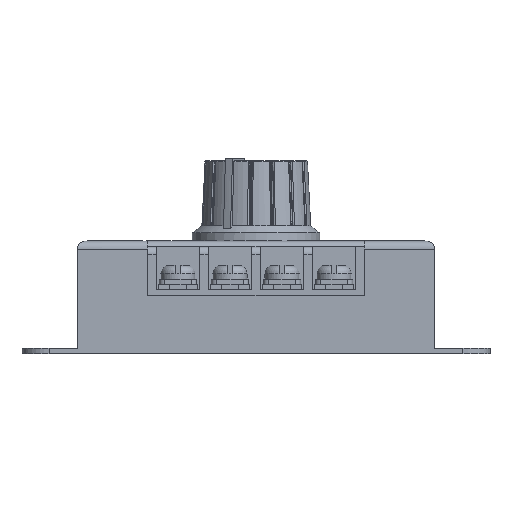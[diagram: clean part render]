
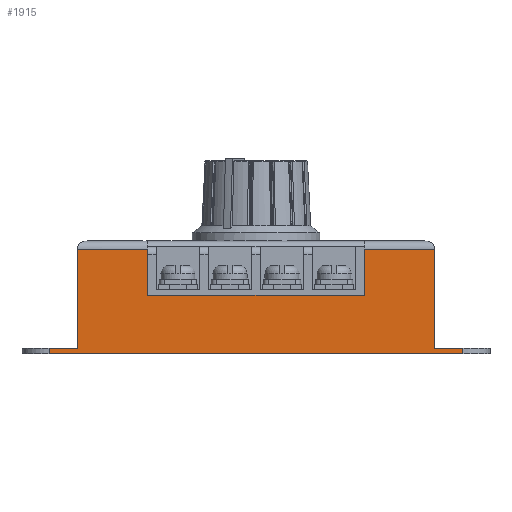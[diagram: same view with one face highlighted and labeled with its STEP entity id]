
A CAD part, front view. The second image highlights one B-rep face of the part: STEP entity #1915.
In plain terms, the highlighted planar face has unit normal (0, -1, 0).
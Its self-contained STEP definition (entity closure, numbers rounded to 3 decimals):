
#1915 = ADVANCED_FACE( '', ( #4312 ), #4313, .F. );
#4312 = FACE_OUTER_BOUND( '', #8821, .T. );
#4313 = PLANE( '', #8822 );
#8821 = EDGE_LOOP( '', ( #15878, #15879, #15880, #15881, #15882, #15883, #15884, #15885, #15886, #15887, #15888, #15889 ) );
#8822 = AXIS2_PLACEMENT_3D( '', #15890, #15891, #15892 );
#15878 = ORIENTED_EDGE( '', *, *, #22487, .F. );
#15879 = ORIENTED_EDGE( '', *, *, #21411, .T. );
#15880 = ORIENTED_EDGE( '', *, *, #21542, .T. );
#15881 = ORIENTED_EDGE( '', *, *, #22052, .T. );
#15882 = ORIENTED_EDGE( '', *, *, #20574, .F. );
#15883 = ORIENTED_EDGE( '', *, *, #22488, .T. );
#15884 = ORIENTED_EDGE( '', *, *, #21614, .T. );
#15885 = ORIENTED_EDGE( '', *, *, #22489, .T. );
#15886 = ORIENTED_EDGE( '', *, *, #22067, .F. );
#15887 = ORIENTED_EDGE( '', *, *, #22490, .F. );
#15888 = ORIENTED_EDGE( '', *, *, #22491, .T. );
#15889 = ORIENTED_EDGE( '', *, *, #22031, .F. );
#15890 = CARTESIAN_POINT( '', ( -33., -31., 10.4 ) );
#15891 = DIRECTION( '', ( 0., 1., 0. ) );
#15892 = DIRECTION( '', ( -1., 0., 0. ) );
#20574 = EDGE_CURVE( '', #24026, #24028, #24029, .T. );
#21411 = EDGE_CURVE( '', #25420, #25418, #25421, .T. );
#21542 = EDGE_CURVE( '', #25418, #24325, #25630, .F. );
#21614 = EDGE_CURVE( '', #25739, #25737, #25740, .T. );
#22031 = EDGE_CURVE( '', #26359, #26361, #26362, .T. );
#22052 = EDGE_CURVE( '', #24325, #24028, #26395, .T. );
#22067 = EDGE_CURVE( '', #26418, #26420, #26421, .T. );
#22487 = EDGE_CURVE( '', #25420, #26359, #27001, .T. );
#22488 = EDGE_CURVE( '', #24026, #25739, #27002, .T. );
#22489 = EDGE_CURVE( '', #25737, #26420, #27003, .F. );
#22490 = EDGE_CURVE( '', #24280, #26418, #27004, .T. );
#22491 = EDGE_CURVE( '', #24280, #26361, #27005, .F. );
#24026 = VERTEX_POINT( '', #29300 );
#24028 = VERTEX_POINT( '', #29302 );
#24029 = LINE( '', #29303, #29304 );
#24280 = VERTEX_POINT( '', #29840 );
#24325 = VERTEX_POINT( '', #29905 );
#25418 = VERTEX_POINT( '', #32559 );
#25420 = VERTEX_POINT( '', #32561 );
#25421 = LINE( '', #32562, #32563 );
#25630 = LINE( '', #33079, #33080 );
#25737 = VERTEX_POINT( '', #33231 );
#25739 = VERTEX_POINT( '', #33233 );
#25740 = LINE( '', #33234, #33235 );
#26359 = VERTEX_POINT( '', #34327 );
#26361 = VERTEX_POINT( '', #34330 );
#26362 = LINE( '', #34331, #34332 );
#26395 = LINE( '', #34373, #34374 );
#26418 = VERTEX_POINT( '', #34416 );
#26420 = VERTEX_POINT( '', #34419 );
#26421 = LINE( '', #34420, #34421 );
#27001 = LINE( '', #35770, #35771 );
#27002 = LINE( '', #35772, #35773 );
#27003 = LINE( '', #35774, #35775 );
#27004 = LINE( '', #35776, #35777 );
#27005 = LINE( '', #35778, #35779 );
#29300 = CARTESIAN_POINT( '', ( -38.175, -31., -9.4 ) );
#29302 = CARTESIAN_POINT( '', ( -33., -31., -9.4 ) );
#29303 = CARTESIAN_POINT( '', ( -43.175, -31., -9.4 ) );
#29304 = VECTOR( '', #38637, 1000. );
#29840 = CARTESIAN_POINT( '', ( 33., -31., 8.9 ) );
#29905 = CARTESIAN_POINT( '', ( -33., -31., 8.9 ) );
#32559 = CARTESIAN_POINT( '', ( -20., -31., 8.9 ) );
#32561 = CARTESIAN_POINT( '', ( -20., -31., 0.4 ) );
#32562 = CARTESIAN_POINT( '', ( -20., -31., 0.4 ) );
#32563 = VECTOR( '', #39396, 1000. );
#33079 = CARTESIAN_POINT( '', ( -33., -31., 8.9 ) );
#33080 = VECTOR( '', #39505, 1000. );
#33231 = CARTESIAN_POINT( '', ( 38.175, -31., -10.4 ) );
#33233 = CARTESIAN_POINT( '', ( -38.175, -31., -10.4 ) );
#33234 = CARTESIAN_POINT( '', ( -33., -31., -10.4 ) );
#33235 = VECTOR( '', #39587, 1000. );
#34327 = CARTESIAN_POINT( '', ( 20., -31., 0.4 ) );
#34330 = CARTESIAN_POINT( '', ( 20., -31., 8.9 ) );
#34331 = CARTESIAN_POINT( '', ( 20., -31., 0.4 ) );
#34332 = VECTOR( '', #39898, 1000. );
#34373 = CARTESIAN_POINT( '', ( -33., -31., 10.4 ) );
#34374 = VECTOR( '', #39940, 1000. );
#34416 = CARTESIAN_POINT( '', ( 33., -31., -9.4 ) );
#34419 = CARTESIAN_POINT( '', ( 38.175, -31., -9.4 ) );
#34420 = CARTESIAN_POINT( '', ( -43.175, -31., -9.4 ) );
#34421 = VECTOR( '', #39960, 1000. );
#35770 = CARTESIAN_POINT( '', ( -20., -31., 0.4 ) );
#35771 = VECTOR( '', #40316, 1000. );
#35772 = CARTESIAN_POINT( '', ( -38.175, -31., 10.4 ) );
#35773 = VECTOR( '', #40317, 1000. );
#35774 = CARTESIAN_POINT( '', ( 38.175, -31., 10.4 ) );
#35775 = VECTOR( '', #40318, 1000. );
#35776 = CARTESIAN_POINT( '', ( 33., -31., 10.4 ) );
#35777 = VECTOR( '', #40319, 1000. );
#35778 = CARTESIAN_POINT( '', ( -33., -31., 8.9 ) );
#35779 = VECTOR( '', #40320, 1000. );
#38637 = DIRECTION( '', ( 1., 0., 0. ) );
#39396 = DIRECTION( '', ( 0., 0., 1. ) );
#39505 = DIRECTION( '', ( 1., 0., 0. ) );
#39587 = DIRECTION( '', ( 1., 0., 0. ) );
#39898 = DIRECTION( '', ( 0., 0., 1. ) );
#39940 = DIRECTION( '', ( 0., 0., -1. ) );
#39960 = DIRECTION( '', ( 1., 0., 0. ) );
#40316 = DIRECTION( '', ( 1., 0., 0. ) );
#40317 = DIRECTION( '', ( 0., 0., -1. ) );
#40318 = DIRECTION( '', ( 0., 0., -1. ) );
#40319 = DIRECTION( '', ( 0., 0., -1. ) );
#40320 = DIRECTION( '', ( 1., 0., 0. ) );
